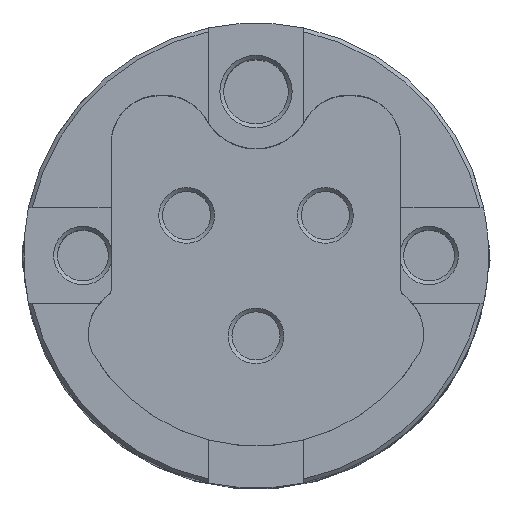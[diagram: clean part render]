
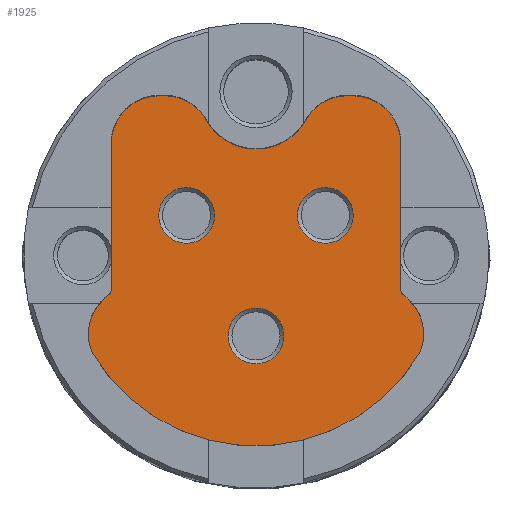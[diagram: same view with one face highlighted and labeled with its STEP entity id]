
A CAD part, top view. The second image highlights one B-rep face of the part: STEP entity #1925.
In plain terms, the highlighted planar face has unit normal (0, 0, 1).
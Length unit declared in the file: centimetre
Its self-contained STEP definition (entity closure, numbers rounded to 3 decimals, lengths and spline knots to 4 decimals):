
#237=VECTOR('',#2278,1.);
#242=VECTOR('',#2290,1.);
#248=VECTOR('',#2309,1.);
#271=VECTOR('',#2379,1.);
#317=LINE('',#3666,#237);
#322=LINE('',#3681,#242);
#328=LINE('',#3702,#248);
#351=LINE('',#3783,#271);
#489=VERTEX_POINT('',#3665);
#490=VERTEX_POINT('',#3667);
#494=VERTEX_POINT('',#3676);
#496=VERTEX_POINT('',#3682);
#498=VERTEX_POINT('',#3688);
#500=VERTEX_POINT('',#3694);
#501=VERTEX_POINT('',#3695);
#504=VERTEX_POINT('',#3703);
#506=VERTEX_POINT('',#3709);
#510=VERTEX_POINT('',#3718);
#511=VERTEX_POINT('',#3720);
#526=VERTEX_POINT('',#3754);
#529=VERTEX_POINT('',#3762);
#535=VERTEX_POINT('',#3784);
#556=VERTEX_POINT('',#3860);
#558=VERTEX_POINT('',#3866);
#560=VERTEX_POINT('',#3872);
#636=CIRCLE('',#2037,0.16);
#638=CIRCLE('',#2041,0.16);
#640=CIRCLE('',#2044,0.16);
#642=CIRCLE('',#2048,0.16);
#645=CIRCLE('',#2052,0.1588);
#652=CIRCLE('',#2060,0.635);
#654=CIRCLE('',#2063,0.1588);
#656=CIRCLE('',#2066,0.0254);
#658=CIRCLE('',#2069,0.1905);
#660=CIRCLE('',#2073,0.0254);
#673=CIRCLE('',#2100,0.0927);
#675=CIRCLE('',#2104,0.0927);
#677=CIRCLE('',#2108,0.0927);
#796=EDGE_CURVE('',#490,#489,#317,.T.);
#801=EDGE_CURVE('',#494,#490,#636,.T.);
#804=EDGE_CURVE('',#496,#494,#322,.T.);
#807=EDGE_CURVE('',#498,#496,#638,.T.);
#810=EDGE_CURVE('',#500,#501,#640,.T.);
#814=EDGE_CURVE('',#504,#500,#328,.T.);
#817=EDGE_CURVE('',#506,#504,#642,.T.);
#822=EDGE_CURVE('',#511,#510,#645,.T.);
#842=EDGE_CURVE('',#526,#511,#652,.T.);
#846=EDGE_CURVE('',#529,#526,#654,.T.);
#849=EDGE_CURVE('',#489,#529,#656,.T.);
#853=EDGE_CURVE('',#501,#498,#658,.T.);
#857=EDGE_CURVE('',#535,#506,#351,.T.);
#861=EDGE_CURVE('',#510,#535,#660,.T.);
#891=EDGE_CURVE('',#556,#556,#673,.T.);
#893=EDGE_CURVE('',#558,#558,#675,.T.);
#895=EDGE_CURVE('',#560,#560,#677,.T.);
#1246=ORIENTED_EDGE('',*,*,#893,.F.);
#1247=ORIENTED_EDGE('',*,*,#822,.T.);
#1248=ORIENTED_EDGE('',*,*,#861,.T.);
#1249=ORIENTED_EDGE('',*,*,#857,.T.);
#1250=ORIENTED_EDGE('',*,*,#817,.T.);
#1251=ORIENTED_EDGE('',*,*,#814,.T.);
#1252=ORIENTED_EDGE('',*,*,#810,.T.);
#1253=ORIENTED_EDGE('',*,*,#853,.T.);
#1254=ORIENTED_EDGE('',*,*,#807,.T.);
#1255=ORIENTED_EDGE('',*,*,#804,.T.);
#1256=ORIENTED_EDGE('',*,*,#801,.T.);
#1257=ORIENTED_EDGE('',*,*,#796,.T.);
#1258=ORIENTED_EDGE('',*,*,#849,.T.);
#1259=ORIENTED_EDGE('',*,*,#846,.T.);
#1260=ORIENTED_EDGE('',*,*,#842,.T.);
#1261=ORIENTED_EDGE('',*,*,#891,.F.);
#1262=ORIENTED_EDGE('',*,*,#895,.F.);
#1634=EDGE_LOOP('',(#1246));
#1635=EDGE_LOOP('',(#1247,#1248,#1249,#1250,#1251,#1252,#1253,#1254,#1255,
#1256,#1257,#1258,#1259,#1260));
#1636=EDGE_LOOP('',(#1261));
#1637=EDGE_LOOP('',(#1262));
#1786=FACE_BOUND('',#1634,.T.);
#1787=FACE_BOUND('',#1635,.T.);
#1788=FACE_BOUND('',#1636,.T.);
#1789=FACE_BOUND('',#1637,.T.);
#1925=ADVANCED_FACE('',(#1786,#1787,#1788,#1789),#6535,.T.);
#2037=AXIS2_PLACEMENT_3D('',#3675,#2284,#2285);
#2041=AXIS2_PLACEMENT_3D('',#3687,#2295,#2296);
#2044=AXIS2_PLACEMENT_3D('',#3693,#2302,#2303);
#2048=AXIS2_PLACEMENT_3D('',#3708,#2314,#2315);
#2052=AXIS2_PLACEMENT_3D('',#3719,#2324,#2325);
#2060=AXIS2_PLACEMENT_3D('',#3753,#2351,#2352);
#2063=AXIS2_PLACEMENT_3D('',#3761,#2359,#2360);
#2066=AXIS2_PLACEMENT_3D('',#3766,#2366,#2367);
#2069=AXIS2_PLACEMENT_3D('',#3773,#2374,#2375);
#2073=AXIS2_PLACEMENT_3D('',#3789,#2385,#2386);
#2100=AXIS2_PLACEMENT_3D('',#3859,#2445,#2446);
#2104=AXIS2_PLACEMENT_3D('',#3865,#2453,#2454);
#2107=AXIS2_PLACEMENT_3D('',#3870,#2459,$);
#2108=AXIS2_PLACEMENT_3D('',#3871,#2460,#2461);
#2278=DIRECTION('',(0.,-1.,0.));
#2284=DIRECTION('',(0.,0.,1.));
#2285=DIRECTION('',(0.16,0.,0.));
#2290=DIRECTION('',(-1.,0.,0.));
#2295=DIRECTION('',(0.,0.,1.));
#2296=DIRECTION('',(0.16,0.,0.));
#2302=DIRECTION('',(0.,0.,1.));
#2303=DIRECTION('',(0.16,0.,0.));
#2309=DIRECTION('',(-1.,0.,0.));
#2314=DIRECTION('',(0.,0.,1.));
#2315=DIRECTION('',(0.16,0.,0.));
#2324=DIRECTION('',(0.,0.,1.));
#2325=DIRECTION('',(0.159,0.,0.));
#2351=DIRECTION('',(0.,0.,1.));
#2352=DIRECTION('',(0.635,0.,0.));
#2359=DIRECTION('',(0.,0.,1.));
#2360=DIRECTION('',(0.159,0.,0.));
#2366=DIRECTION('',(0.,0.,-1.));
#2367=DIRECTION('',(0.025,0.,0.));
#2374=DIRECTION('',(0.,0.,-1.));
#2375=DIRECTION('',(0.191,0.,0.));
#2379=DIRECTION('',(0.,1.,0.));
#2385=DIRECTION('',(0.,0.,-1.));
#2386=DIRECTION('',(0.025,0.,0.));
#2445=DIRECTION('',(0.,0.,1.));
#2446=DIRECTION('',(0.,-0.093,0.));
#2453=DIRECTION('',(0.,0.,1.));
#2454=DIRECTION('',(0.,-0.093,0.));
#2459=DIRECTION('',(0.,0.,1.));
#2460=DIRECTION('',(0.,0.,1.));
#2461=DIRECTION('',(0.,-0.093,0.));
#3665=CARTESIAN_POINT('',(-0.4826,-0.1124,-0.8128));
#3666=CARTESIAN_POINT('',(-0.4826,0.3734,-0.8128));
#3667=CARTESIAN_POINT('',(-0.4826,0.3734,-0.8128));
#3675=CARTESIAN_POINT('',(-0.3226,0.3734,-0.8128));
#3676=CARTESIAN_POINT('',(-0.3226,0.5334,-0.8128));
#3681=CARTESIAN_POINT('',(-0.3046,0.5334,-0.8128));
#3682=CARTESIAN_POINT('',(-0.3046,0.5334,-0.8128));
#3687=CARTESIAN_POINT('',(-0.3046,0.3734,-0.8128));
#3688=CARTESIAN_POINT('',(-0.1693,0.4587,-0.8128));
#3693=CARTESIAN_POINT('',(0.3046,0.3734,-0.8128));
#3694=CARTESIAN_POINT('',(0.3046,0.5334,-0.8128));
#3695=CARTESIAN_POINT('',(0.1692,0.4587,-0.8128));
#3702=CARTESIAN_POINT('',(0.3226,0.5334,-0.8128));
#3703=CARTESIAN_POINT('',(0.3226,0.5334,-0.8128));
#3708=CARTESIAN_POINT('',(0.3226,0.3734,-0.8128));
#3709=CARTESIAN_POINT('',(0.4826,0.3734,-0.8128));
#3718=CARTESIAN_POINT('',(0.4931,-0.133,-0.8128));
#3719=CARTESIAN_POINT('',(0.4001,-0.2616,-0.8128));
#3720=CARTESIAN_POINT('',(0.5458,-0.3246,-0.8128));
#3753=CARTESIAN_POINT('',(0.,0.,-0.8128));
#3754=CARTESIAN_POINT('',(-0.5458,-0.3246,-0.8128));
#3761=CARTESIAN_POINT('',(-0.4001,-0.2616,-0.8128));
#3762=CARTESIAN_POINT('',(-0.4931,-0.133,-0.8128));
#3766=CARTESIAN_POINT('',(-0.508,-0.1124,-0.8128));
#3773=CARTESIAN_POINT('',(0.,0.5461,-0.8128));
#3783=CARTESIAN_POINT('',(0.4826,-0.1124,-0.8128));
#3784=CARTESIAN_POINT('',(0.4826,-0.1124,-0.8128));
#3789=CARTESIAN_POINT('',(0.508,-0.1124,-0.8128));
#3859=CARTESIAN_POINT('',(0.,-0.2667,-0.8128));
#3860=CARTESIAN_POINT('',(0.,-0.174,-0.8128));
#3865=CARTESIAN_POINT('',(-0.2311,0.1346,-0.8128));
#3866=CARTESIAN_POINT('',(-0.2311,0.2273,-0.8128));
#3870=CARTESIAN_POINT('',(0.,-0.0137,-0.8128));
#3871=CARTESIAN_POINT('',(0.2311,0.1346,-0.8128));
#3872=CARTESIAN_POINT('',(0.2311,0.2273,-0.8128));
#6535=PLANE('',#2107);
